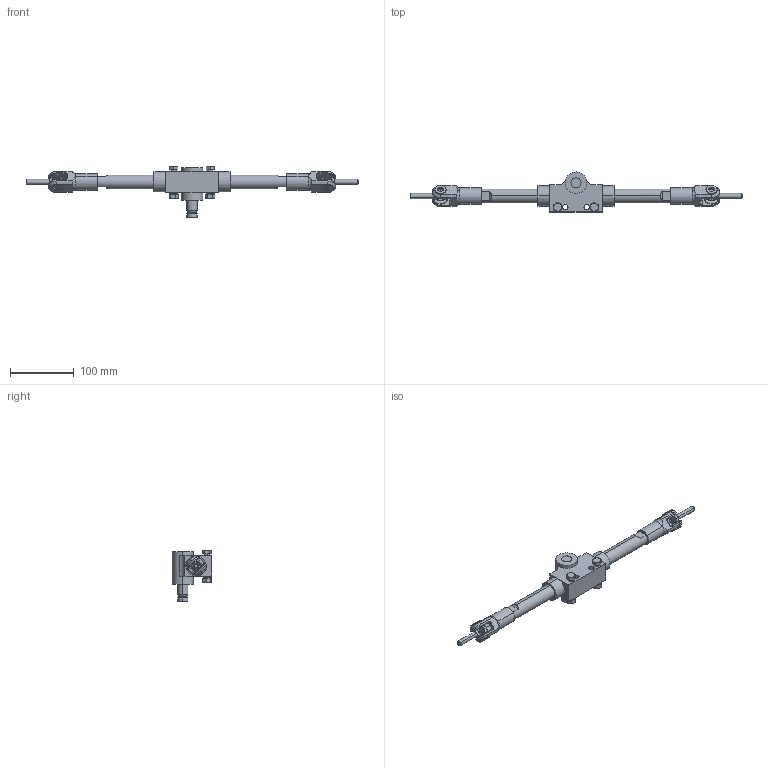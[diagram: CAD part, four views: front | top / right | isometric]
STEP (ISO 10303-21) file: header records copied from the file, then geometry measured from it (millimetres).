
FILE_DESCRIPTION (( 'STEP AP214' ), '1' );
FILE_NAME ('SteeringRackAssy.STEP', '2019-01-26T03:33:55', ( 'pattaya2u' ), ( 'Microsoft' ), 'SwSTEP 2.0', 'SolidWorks 2018', '' );
FILE_SCHEMA (( 'AUTOMOTIVE_DESIGN' ));
Length unit declared in the file: millimetre
Products named in the file (14): RodEndBall312; Hex Nut_AI_HNUT 0.3125-24-D-N; Hex Bolt_AI_HBOLT 0.3125-24x1.75x0.875-N; Socket Head Cap Screw_AI_HX-SHCS 0.375-24x1x1-N; SteeringRack; RodEnd312Male; Flat Washer Type B Regular_AI_Regular FW 0.3125; SteeringRackCasting; SteeringRackAssy; SteeringRackExt; SteeringPinionGear; Flat Washer Type A Narrow_AI_Preferred Narrow FW 0.3125; SteeringRackGear; RodEndRace312Male
Assembly tree (24 placements, depth 3):
  SteeringRackAssy
    SteeringRack
      SteeringRackCasting
      SteeringRackGear
      SteeringPinionGear
    SteeringRackExt  x2
    RodEnd312Male  x2
      RodEndBall312
      RodEndRace312Male
    Hex Bolt_AI_HBOLT 0.3125-24x1.75x0.875-N  x2
    Socket Head Cap Screw_AI_HX-SHCS 0.375-24x1x1-N  x2
    Flat Washer Type B Regular_AI_Regular FW 0.3125  x4
    Hex Nut_AI_HNUT 0.3125-24-D-N  x2
    Flat Washer Type A Narrow_AI_Preferred Narrow FW 0.3125  x4
Bounding box: 519.26 x 62.5 x 81.07 mm (x, y, z)
Volume: 290348.1 mm3; surface area: 101656.7 mm2
Topology: 23 solids, 23 shells, 376 faces, 894 edges, 554 vertices
Faces by surface type: cylinder 139, plane 139, cone 66, sphere 20, torus 12
Entity records: 7923 total; most frequent: CARTESIAN_POINT 1508, DIRECTION 1108, ORIENTED_EDGE 958, EDGE_CURVE 479, AXIS2_PLACEMENT_3D 459, VERTEX_POINT 299, EDGE_LOOP 240, CIRCLE 223
